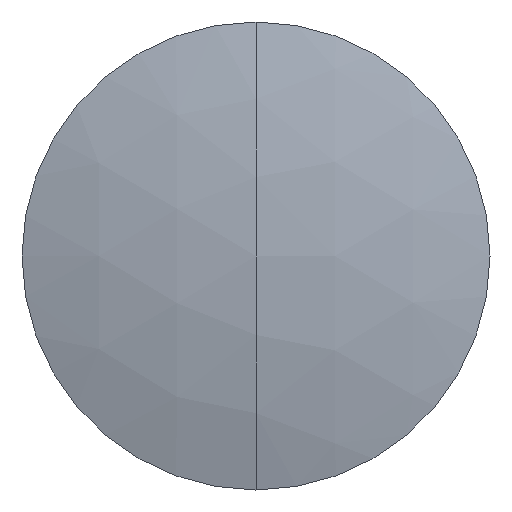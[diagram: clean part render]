
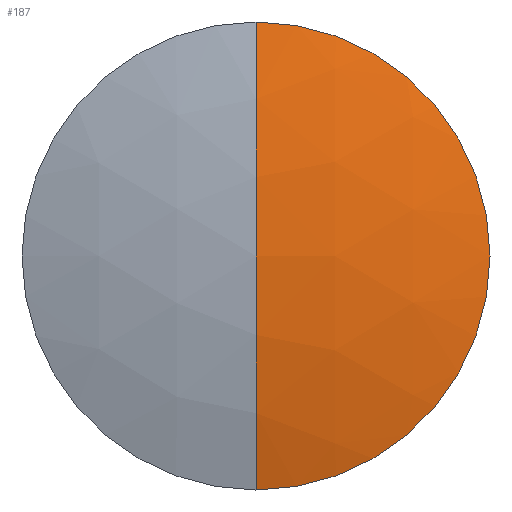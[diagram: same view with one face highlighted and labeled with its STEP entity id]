
A CAD part, left-side view. The second image highlights one B-rep face of the part: STEP entity #187.
In plain terms, the highlighted spherical face has radius 91.62 mm.
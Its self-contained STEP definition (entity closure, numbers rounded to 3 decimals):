
#2 = EDGE_CURVE ( 'NONE', #286, #346, #106, .T. ) ;
#22 = CIRCLE ( 'NONE', #190, 25.4 ) ;
#39 = FACE_OUTER_BOUND ( 'NONE', #136, .T. ) ;
#55 = EDGE_CURVE ( 'NONE', #286, #249, #22, .T. ) ;
#67 = DIRECTION ( 'NONE',  ( 0., 0., 1. ) ) ;
#75 = AXIS2_PLACEMENT_3D ( 'NONE', #310, #186, #244 ) ;
#83 = CIRCLE ( 'NONE', #339, 91.62 ) ;
#96 = CARTESIAN_POINT ( 'NONE',  ( 182.045, 0., 0. ) ) ;
#103 = ORIENTED_EDGE ( 'NONE', *, *, #288, .T. ) ;
#106 = CIRCLE ( 'NONE', #75, 91.62 ) ;
#116 = CARTESIAN_POINT ( 'NONE',  ( 270.074, 0., 0. ) ) ;
#136 = EDGE_LOOP ( 'NONE', ( #201, #103, #329 ) ) ;
#140 = DIRECTION ( 'NONE',  ( 0., 0., -1. ) ) ;
#142 = CARTESIAN_POINT ( 'NONE',  ( 182.045, 0., -25.4 ) ) ;
#148 = DIRECTION ( 'NONE',  ( 0., -1., 0. ) ) ;
#166 = CARTESIAN_POINT ( 'NONE',  ( 270.074, 0., 0. ) ) ;
#186 = DIRECTION ( 'NONE',  ( 0., 1., 0. ) ) ;
#187 = ADVANCED_FACE ( 'NONE', ( #39 ), #331, .T. ) ;
#190 = AXIS2_PLACEMENT_3D ( 'NONE', #96, #265, #67 ) ;
#196 = CARTESIAN_POINT ( 'NONE',  ( 178.454, 0., 0. ) ) ;
#201 = ORIENTED_EDGE ( 'NONE', *, *, #55, .T. ) ;
#222 = AXIS2_PLACEMENT_3D ( 'NONE', #116, #148, #259 ) ;
#244 = DIRECTION ( 'NONE',  ( 0., 0., 1. ) ) ;
#249 = VERTEX_POINT ( 'NONE', #303 ) ;
#259 = DIRECTION ( 'NONE',  ( 0., 0., -1. ) ) ;
#265 = DIRECTION ( 'NONE',  ( -1., 0., 0. ) ) ;
#286 = VERTEX_POINT ( 'NONE', #142 ) ;
#288 = EDGE_CURVE ( 'NONE', #249, #346, #83, .T. ) ;
#303 = CARTESIAN_POINT ( 'NONE',  ( 182.045, 0., 25.4 ) ) ;
#310 = CARTESIAN_POINT ( 'NONE',  ( 270.074, 0., 0. ) ) ;
#321 = DIRECTION ( 'NONE',  ( 0., -1., 0. ) ) ;
#329 = ORIENTED_EDGE ( 'NONE', *, *, #2, .F. ) ;
#331 = SPHERICAL_SURFACE ( 'NONE', #222, 91.62 ) ;
#339 = AXIS2_PLACEMENT_3D ( 'NONE', #166, #321, #140 ) ;
#346 = VERTEX_POINT ( 'NONE', #196 ) ;
